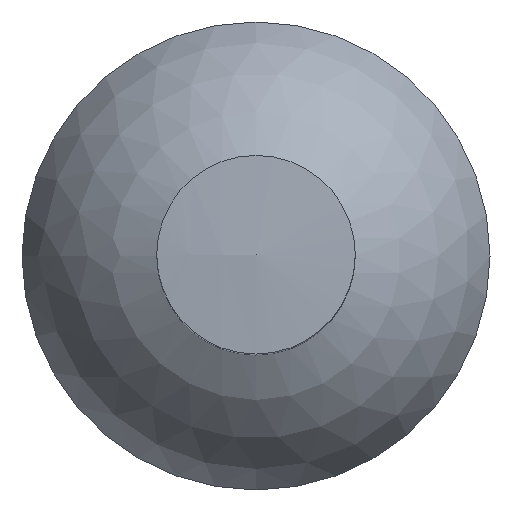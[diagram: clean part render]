
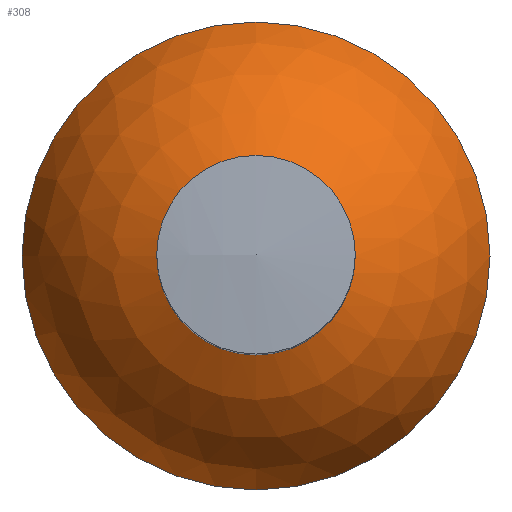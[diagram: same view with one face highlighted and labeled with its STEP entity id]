
A CAD part, top view. The second image highlights one B-rep face of the part: STEP entity #308.
In plain terms, the highlighted spherical face has radius 13 mm.
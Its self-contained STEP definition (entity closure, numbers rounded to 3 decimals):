
#101=FACE_OUTER_BOUND('',#120,.T.);
#120=EDGE_LOOP('',(#277,#278,#279,#280,#281));
#133=CIRCLE('',#351,12.372);
#134=CIRCLE('',#353,5.25);
#135=CIRCLE('',#354,5.25);
#136=CIRCLE('',#355,13.);
#162=VERTEX_POINT('',#532);
#163=VERTEX_POINT('',#535);
#164=VERTEX_POINT('',#536);
#201=EDGE_CURVE('',#162,#162,#133,.T.);
#202=EDGE_CURVE('',#163,#164,#134,.T.);
#203=EDGE_CURVE('',#164,#163,#135,.T.);
#204=EDGE_CURVE('',#164,#162,#136,.T.);
#277=ORIENTED_EDGE('',*,*,#202,.F.);
#278=ORIENTED_EDGE('',*,*,#203,.F.);
#279=ORIENTED_EDGE('',*,*,#204,.T.);
#280=ORIENTED_EDGE('',*,*,#201,.T.);
#281=ORIENTED_EDGE('',*,*,#204,.F.);
#290=SPHERICAL_SURFACE('',#352,13.);
#308=ADVANCED_FACE('',(#101),#290,.T.);
#351=AXIS2_PLACEMENT_3D('',#533,#439,#440);
#352=AXIS2_PLACEMENT_3D('',#534,#441,#442);
#353=AXIS2_PLACEMENT_3D('',#537,#443,#444);
#354=AXIS2_PLACEMENT_3D('',#538,#445,#446);
#355=AXIS2_PLACEMENT_3D('',#539,#447,#448);
#439=DIRECTION('center_axis',(0.,0.,1.));
#440=DIRECTION('ref_axis',(1.,0.,0.));
#441=DIRECTION('center_axis',(0.,0.,1.));
#442=DIRECTION('ref_axis',(1.,0.,0.));
#443=DIRECTION('center_axis',(0.,0.,1.));
#444=DIRECTION('ref_axis',(1.,0.,0.));
#445=DIRECTION('center_axis',(0.,0.,1.));
#446=DIRECTION('ref_axis',(1.,0.,0.));
#447=DIRECTION('center_axis',(0.,-1.,0.));
#448=DIRECTION('ref_axis',(-1.,0.,0.));
#532=CARTESIAN_POINT('',(-12.372,0.,12.03));
#533=CARTESIAN_POINT('Origin',(0.,0.,12.03));
#534=CARTESIAN_POINT('Origin',(0.,0.,8.037));
#535=CARTESIAN_POINT('',(0.,5.25,19.93));
#536=CARTESIAN_POINT('',(-5.25,0.,19.93));
#537=CARTESIAN_POINT('Origin',(0.,0.,19.93));
#538=CARTESIAN_POINT('Origin',(0.,0.,19.93));
#539=CARTESIAN_POINT('Origin',(0.,0.,8.037));
